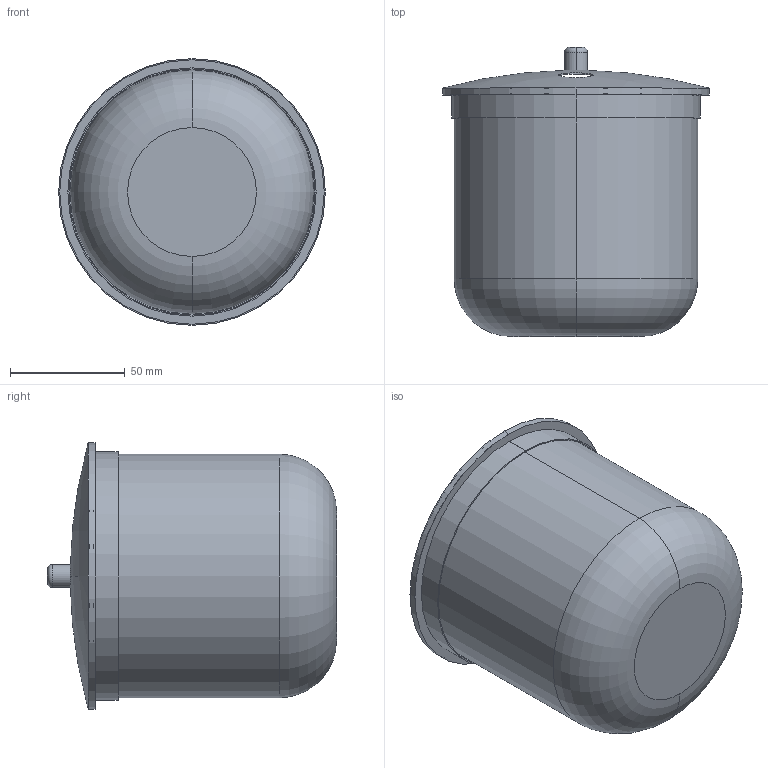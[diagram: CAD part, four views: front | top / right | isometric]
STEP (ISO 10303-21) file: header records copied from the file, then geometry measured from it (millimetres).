
FILE_DESCRIPTION (( 'STEP AP214' ), '1' );
FILE_NAME ('嫡赽.STEP', '2025-09-28T13:22:10', ( '' ), ( '' ), 'SwSTEP 2.0', 'SolidWorks 2024', '' );
FILE_SCHEMA (( 'AUTOMOTIVE_DESIGN' ));
Length unit declared in the file: millimetre
Products named in the file (1): 罐子
Bounding box: 116 x 125.73 x 116 mm (x, y, z)
Surface area: 129251.6 mm2 (no closed solid volume)
Topology: 0 solids, 7 shells, 65 faces, 146 edges, 94 vertices
Faces by surface type: cylinder 28, plane 18, torus 10, sphere 8, bspline 1
Entity records: 2998 total; most frequent: CARTESIAN_POINT 1465, DIRECTION 338, ORIENTED_EDGE 272, AXIS2_PLACEMENT_3D 149, EDGE_CURVE 138, VERTEX_POINT 90, CIRCLE 84, EDGE_LOOP 75
